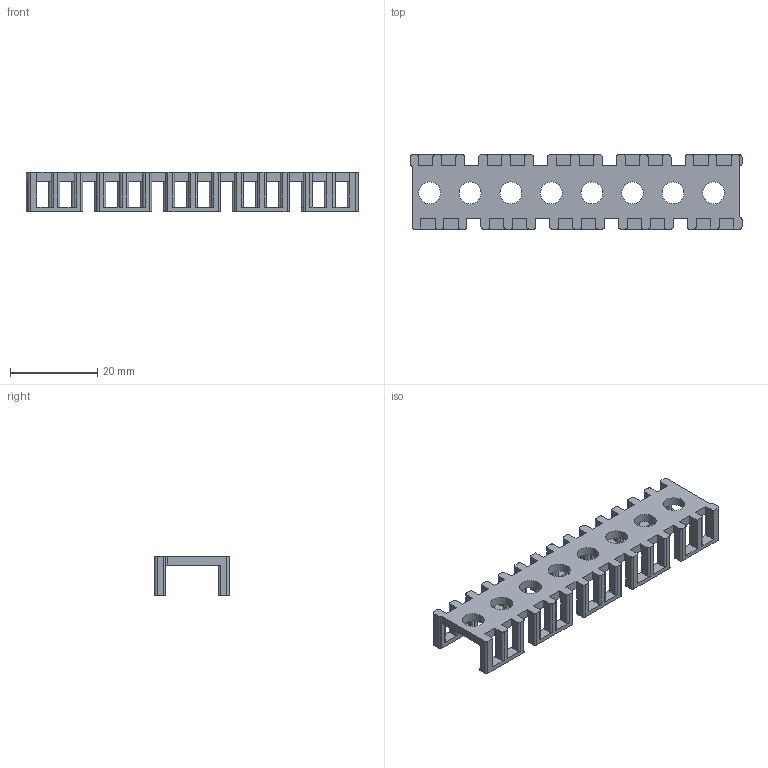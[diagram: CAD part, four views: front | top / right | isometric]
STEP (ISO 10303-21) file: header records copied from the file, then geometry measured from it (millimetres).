
FILE_DESCRIPTION(/* description */ (''),/* implementation_level */ '2;1');
FILE_NAME(/* name */ 'chemin_cable v4.step',/* time_stamp */ '2025-06-29T01:08:18+02:00',/* author */ (''),/* organization */ (''),/* preprocessor_version */ 'ST-DEVELOPER v20.1',/* originating_system */ 'Autodesk Translation Framework v14.10.0.0',/* authorisation */ '');
FILE_SCHEMA (('AUTOMOTIVE_DESIGN { 1 0 10303 214 3 1 1 }'));
Length unit declared in the file: millimetre
Products named in the file (1): chemin_cable
Bounding box: 76 x 17 x 9 mm (x, y, z)
Volume: 2955.9 mm3; surface area: 4762.8 mm2
Topology: 1 solids, 1 shells, 268 faces, 914 edges, 608 vertices
Faces by surface type: plane 143, cylinder 125
Full cylindrical faces by diameter (mm): 5 x8
Entity records: 10083 total; most frequent: ORIENTED_EDGE 1828, CARTESIAN_POINT 1791, DIRECTION 1704, EDGE_CURVE 914, LINE 662, VECTOR 662, VERTEX_POINT 608, AXIS2_PLACEMENT_3D 521
